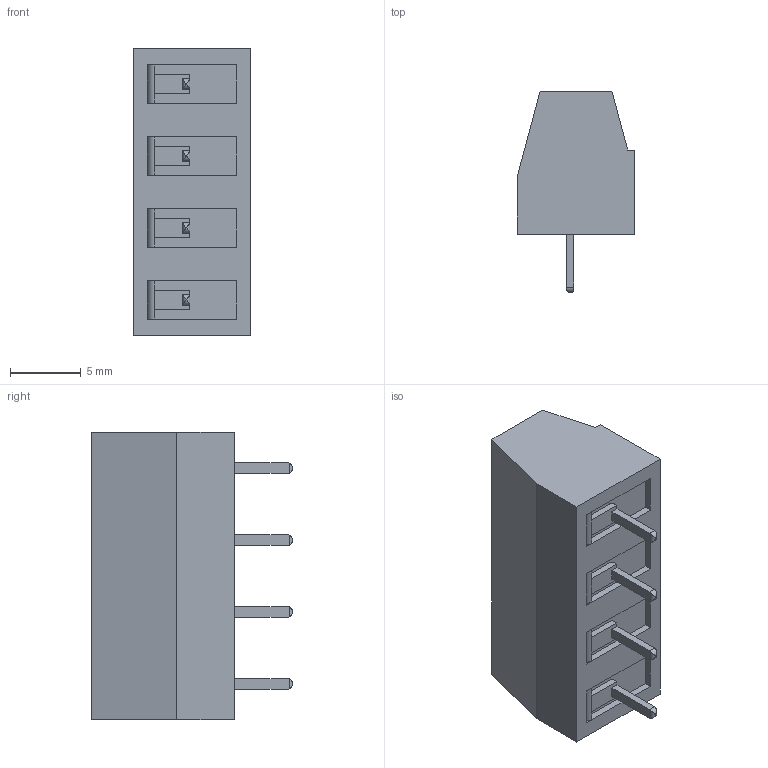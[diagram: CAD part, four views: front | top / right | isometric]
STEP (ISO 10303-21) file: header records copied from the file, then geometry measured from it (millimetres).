
FILE_DESCRIPTION(('STEP AP242'),'1');
FILE_NAME('1468347.stp','2024-11-14T13:02:30',('TraceParts'),('TraceParts S.A.'),'Spatial InterOp 3D',' ',' ');
FILE_SCHEMA(('AP242_MANAGED_MODEL_BASED_3D_ENGINEERING_MIM_LF {1 0 10303 442 1 1 4}'));
Length unit declared in the file: millimetre
Products named in the file (1): 1468347
Bounding box: 8.3 x 14.2 x 20.32 mm (x, y, z)
Volume: 1247 mm3; surface area: 1385.2 mm2
Topology: 1 solids, 1 shells, 225 faces, 585 edges, 378 vertices
Faces by surface type: plane 185, cylinder 40
Entity records: 8731 total; most frequent: CARTESIAN_POINT 1365, ORIENTED_EDGE 1170, DIRECTION 1101, EDGE_CURVE 585, LINE 489, VECTOR 489, VERTEX_POINT 378, AXIS2_PLACEMENT_3D 306
